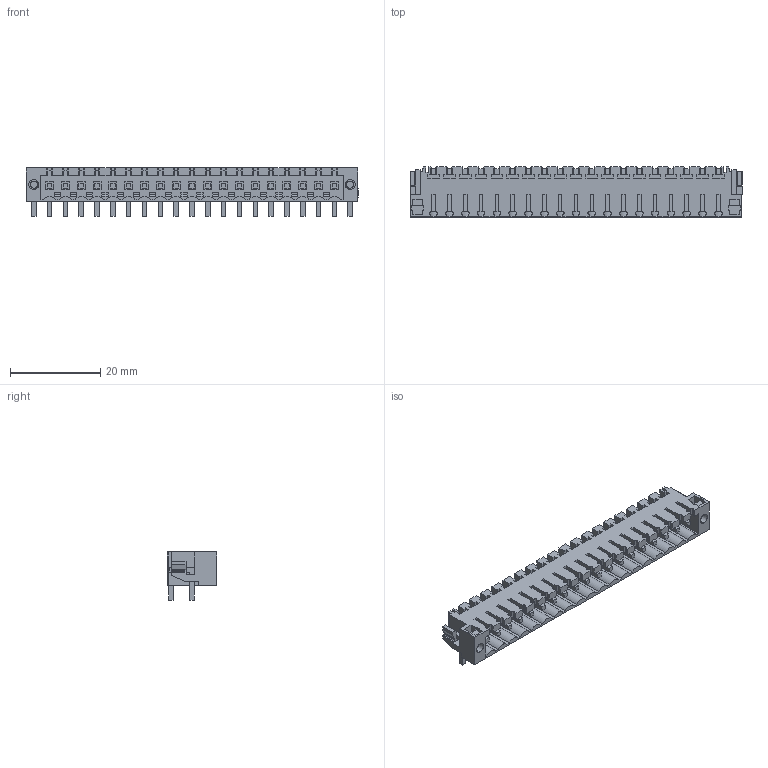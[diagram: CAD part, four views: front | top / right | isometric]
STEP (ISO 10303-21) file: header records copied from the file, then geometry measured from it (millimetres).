
FILE_DESCRIPTION(('CATIA V5 STEP Exchange','CAx-IF Rec.Pracs.--- Model Styling and Organization---1.2---2011-12-15'),'2;1');
FILE_NAME ('D1457218_0_1842020000_1842020000.stp','2018-03-14T12:49:06+00:00',('none'),('Weidmueller'),'CATIA Version 5-6 Release 2014','CATIA V5 STEP AP214','none');
FILE_SCHEMA(('AUTOMOTIVE_DESIGN { 1 0 10303 214 1 1 1 1 }'));
Length unit declared in the file: millimetre
Products named in the file (1): 1842020000
Bounding box: 73.45 x 11.05 x 10.65 mm (x, y, z)
Volume: 2610.9 mm3; surface area: 7005 mm2
Topology: 22 solids, 22 shells, 1427 faces, 4324 edges, 2980 vertices
Faces by surface type: plane 1320, cylinder 107
Entity records: 46051 total; most frequent: ORIENTED_EDGE 8648, CARTESIAN_POINT 8126, DIRECTION 5920, EDGE_CURVE 4324, VECTOR 4110, LINE 4110, VERTEX_POINT 2980, EDGE_LOOP 1512
